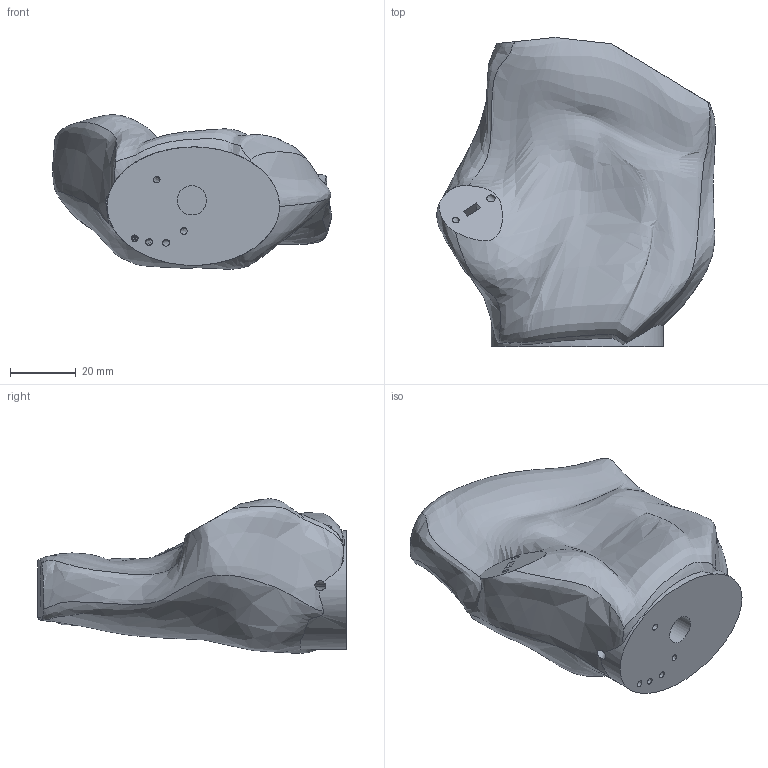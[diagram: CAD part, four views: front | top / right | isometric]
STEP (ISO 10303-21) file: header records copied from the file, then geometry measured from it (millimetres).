
FILE_DESCRIPTION(/* description */ (''),/* implementation_level */ '2;1');
FILE_NAME(/* name */ 'palm.stp',/* time_stamp */ '2016-05-29T19:56:17+02:00',/* author */ ('au233088'),/* organization */ (''),/* preprocessor_version */ 'ST-DEVELOPER v16.1',/* originating_system */ 'Autodesk Inventor 2016',/* authorisation */ '');
FILE_SCHEMA (('AUTOMOTIVE_DESIGN { 1 0 10303 214 3 1 1 }'));
Length unit declared in the file: millimetre
Products named in the file (1): palm_2_1
Bounding box: 84.75 x 93.87 x 46.94 mm (x, y, z)
Volume: 151568.2 mm3; surface area: 26447.3 mm2
Topology: 1 solids, 1 shells, 58 faces, 168 edges, 120 vertices
Faces by surface type: plane 35, bspline 22, cylinder 1
Full cylindrical faces by diameter (mm): 8.917 x1
Entity records: 6413 total; most frequent: CARTESIAN_POINT 4986, ORIENTED_EDGE 302, DIRECTION 207, EDGE_CURVE 151, VERTEX_POINT 101, LINE 85, VECTOR 85, EDGE_LOOP 84
